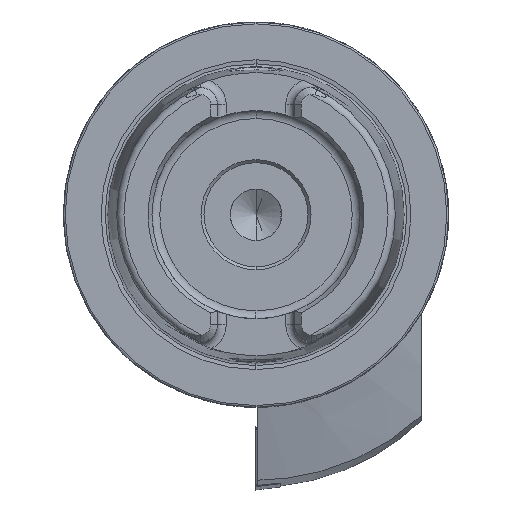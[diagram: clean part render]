
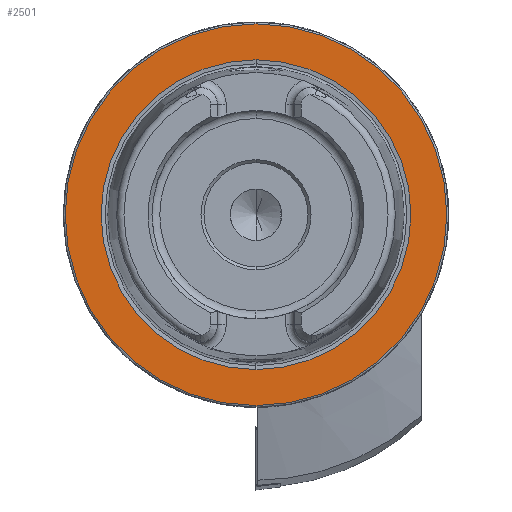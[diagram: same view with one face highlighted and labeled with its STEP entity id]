
A CAD part, left-side view. The second image highlights one B-rep face of the part: STEP entity #2501.
In plain terms, the highlighted planar face has unit normal (-1, 0, 0).
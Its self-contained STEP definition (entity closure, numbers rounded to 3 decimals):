
#192 = CARTESIAN_POINT ( 'NONE',  ( 0., 0., 0. ) ) ;
#193 = DIRECTION ( 'NONE',  ( -1., 0., 0. ) ) ;
#194 = DIRECTION ( 'NONE',  ( 0., 0., 1. ) ) ;
#354 = CARTESIAN_POINT ( 'NONE',  ( 0., 0., 0. ) ) ;
#355 = DIRECTION ( 'NONE',  ( -1., 0., 0. ) ) ;
#356 = DIRECTION ( 'NONE',  ( 0., 0., 1. ) ) ;
#642 = CIRCLE ( 'NONE', #1506, 31.2 ) ;
#647 = CIRCLE ( 'NONE', #1509, 25.324 ) ;
#700 = FACE_BOUND ( 'NONE', #2097, .T. ) ;
#703 = FACE_OUTER_BOUND ( 'NONE', #10768, .T. ) ;
#1040 = CARTESIAN_POINT ( 'NONE',  ( 0., 0., 0. ) ) ;
#1041 = DIRECTION ( 'NONE',  ( -1., 0., 0. ) ) ;
#1042 = DIRECTION ( 'NONE',  ( 0., 0., 1. ) ) ;
#1054 = CARTESIAN_POINT ( 'NONE',  ( 0., 0., 0. ) ) ;
#1055 = DIRECTION ( 'NONE',  ( -1., 0., 0. ) ) ;
#1056 = DIRECTION ( 'NONE',  ( 0., 0., 1. ) ) ;
#1268 = EDGE_CURVE ( 'NONE', #2406, #2405, #3160, .T. ) ;
#1298 = EDGE_CURVE ( 'NONE', #2403, #2398, #3181, .T. ) ;
#1383 = EDGE_CURVE ( 'NONE', #2405, #2406, #642, .T. ) ;
#1388 = EDGE_CURVE ( 'NONE', #2398, #2403, #647, .T. ) ;
#1456 = AXIS2_PLACEMENT_3D ( 'NONE', #192, #193, #194 ) ;
#1465 = AXIS2_PLACEMENT_3D ( 'NONE', #354, #355, #356 ) ;
#1506 = AXIS2_PLACEMENT_3D ( 'NONE', #1040, #1041, #1042 ) ;
#1509 = AXIS2_PLACEMENT_3D ( 'NONE', #1054, #1055, #1056 ) ;
#1542 = AXIS2_PLACEMENT_3D ( 'NONE', #11394, #11399, #11400 ) ;
#2005 = ORIENTED_EDGE ( 'NONE', *, *, #1298, .F. ) ;
#2006 = ORIENTED_EDGE ( 'NONE', *, *, #1388, .F. ) ;
#2007 = ORIENTED_EDGE ( 'NONE', *, *, #1383, .T. ) ;
#2008 = ORIENTED_EDGE ( 'NONE', *, *, #1268, .T. ) ;
#2097 = EDGE_LOOP ( 'NONE', ( #2005, #2006 ) ) ;
#2398 = VERTEX_POINT ( 'NONE', #10016 ) ;
#2403 = VERTEX_POINT ( 'NONE', #10021 ) ;
#2405 = VERTEX_POINT ( 'NONE', #10023 ) ;
#2406 = VERTEX_POINT ( 'NONE', #10024 ) ;
#2501 = ADVANCED_FACE ( 'NONE', ( #700, #703 ), #11393, .F. ) ;
#3160 = CIRCLE ( 'NONE', #1456, 31.2 ) ;
#3181 = CIRCLE ( 'NONE', #1465, 25.324 ) ;
#10016 = CARTESIAN_POINT ( 'NONE',  ( 0., 0., -25.324 ) ) ;
#10021 = CARTESIAN_POINT ( 'NONE',  ( 0., 0., 25.324 ) ) ;
#10023 = CARTESIAN_POINT ( 'NONE',  ( 0., 0., 31.2 ) ) ;
#10024 = CARTESIAN_POINT ( 'NONE',  ( 0., 0., -31.2 ) ) ;
#10768 = EDGE_LOOP ( 'NONE', ( #2007, #2008 ) ) ;
#11393 = PLANE ( 'NONE',  #1542 ) ;
#11394 = CARTESIAN_POINT ( 'NONE',  ( 0., 31.2, 0. ) ) ;
#11399 = DIRECTION ( 'NONE',  ( 1., 0., 0. ) ) ;
#11400 = DIRECTION ( 'NONE',  ( 0., 0., -1. ) ) ;
